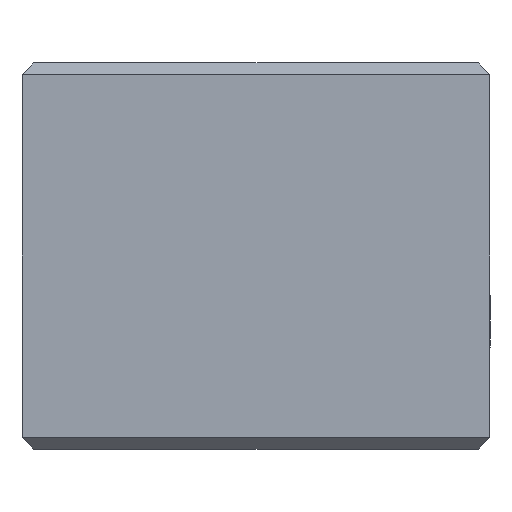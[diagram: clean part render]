
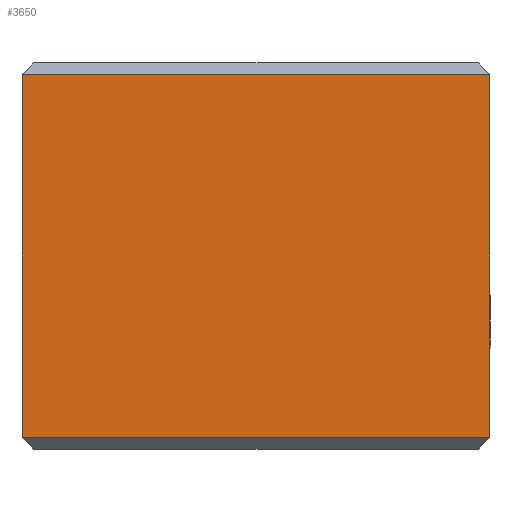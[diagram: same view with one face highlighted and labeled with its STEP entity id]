
A CAD part, front view. The second image highlights one B-rep face of the part: STEP entity #3650.
In plain terms, the highlighted planar face has unit normal (0, -1, 0).
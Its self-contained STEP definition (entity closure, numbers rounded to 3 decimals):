
#188 = EDGE_LOOP ( 'NONE', ( #1331, #1313, #1310, #1309 ) ) ;
#351 = VERTEX_POINT ( 'NONE', #1647 ) ;
#354 = VERTEX_POINT ( 'NONE', #1605 ) ;
#403 = VERTEX_POINT ( 'NONE', #1661 ) ;
#444 = VERTEX_POINT ( 'NONE', #1690 ) ;
#778 = AXIS2_PLACEMENT_3D ( 'NONE', #2354, #2340, #2341 ) ;
#922 = VECTOR ( 'NONE', #3048, 1000. ) ;
#971 = VECTOR ( 'NONE', #3156, 1000. ) ;
#1076 = VECTOR ( 'NONE', #3306, 1000. ) ;
#1080 = VECTOR ( 'NONE', #3248, 1000. ) ;
#1309 = ORIENTED_EDGE ( 'NONE', *, *, #3915, .T. ) ;
#1310 = ORIENTED_EDGE ( 'NONE', *, *, #3841, .F. ) ;
#1313 = ORIENTED_EDGE ( 'NONE', *, *, #3906, .T. ) ;
#1331 = ORIENTED_EDGE ( 'NONE', *, *, #3872, .F. ) ;
#1605 = CARTESIAN_POINT ( 'NONE',  ( 30.3, 0., 24.25 ) ) ;
#1647 = CARTESIAN_POINT ( 'NONE',  ( 30.3, 0., 0.75 ) ) ;
#1661 = CARTESIAN_POINT ( 'NONE',  ( 0., 0., 0.75 ) ) ;
#1690 = CARTESIAN_POINT ( 'NONE',  ( 0., 0., 24.25 ) ) ;
#2340 = DIRECTION ( 'NONE',  ( 0., 1., 0. ) ) ;
#2341 = DIRECTION ( 'NONE',  ( 0., 0., 1. ) ) ;
#2350 = FACE_OUTER_BOUND ( 'NONE', #188, .T. ) ;
#2354 = CARTESIAN_POINT ( 'NONE',  ( 0., 0., 25. ) ) ;
#2355 = PLANE ( 'NONE',  #778 ) ;
#3008 = LINE ( 'NONE', #3086, #922 ) ;
#3048 = DIRECTION ( 'NONE',  ( 1., 0., 0. ) ) ;
#3086 = CARTESIAN_POINT ( 'NONE',  ( 0., 0., 24.25 ) ) ;
#3156 = DIRECTION ( 'NONE',  ( -1., 0., 0. ) ) ;
#3170 = CARTESIAN_POINT ( 'NONE',  ( 0., 0., 0.75 ) ) ;
#3172 = LINE ( 'NONE', #3170, #971 ) ;
#3221 = LINE ( 'NONE', #3233, #1080 ) ;
#3233 = CARTESIAN_POINT ( 'NONE',  ( 30.3, 0., 25. ) ) ;
#3248 = DIRECTION ( 'NONE',  ( 0., 0., 1. ) ) ;
#3287 = CARTESIAN_POINT ( 'NONE',  ( 0., 0., 25. ) ) ;
#3291 = LINE ( 'NONE', #3287, #1076 ) ;
#3306 = DIRECTION ( 'NONE',  ( 0., 0., -1. ) ) ;
#3650 = ADVANCED_FACE ( 'NONE', ( #2350 ), #2355, .F. ) ;
#3841 = EDGE_CURVE ( 'NONE', #444, #354, #3008, .T. ) ;
#3872 = EDGE_CURVE ( 'NONE', #351, #403, #3172, .T. ) ;
#3906 = EDGE_CURVE ( 'NONE', #351, #354, #3221, .T. ) ;
#3915 = EDGE_CURVE ( 'NONE', #444, #403, #3291, .T. ) ;
